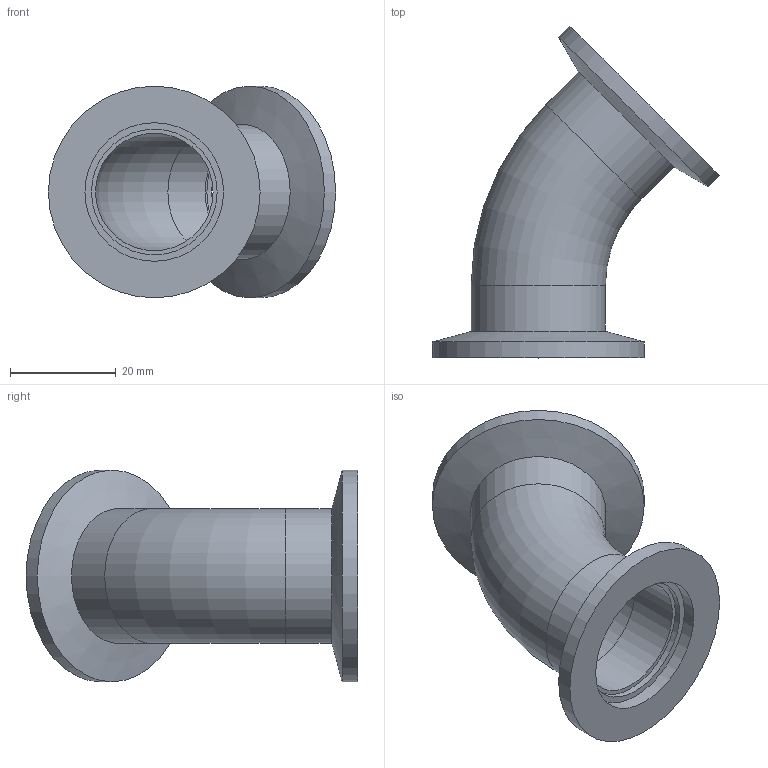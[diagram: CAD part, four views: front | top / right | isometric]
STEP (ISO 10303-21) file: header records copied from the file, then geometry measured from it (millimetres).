
FILE_DESCRIPTION(/* description */ (''),/* implementation_level */ '2;1');
FILE_NAME(/* name */ 'FL-EL45-25KF.stp',/* time_stamp */ '2018-12-04T13:12:40+00:00',/* author */ ('paul'),/* organization */ (''),/* preprocessor_version */ 'ST-DEVELOPER v17.2',/* originating_system */ 'Autodesk Inventor 2019',/* authorisation */ '');
FILE_SCHEMA (('AUTOMOTIVE_DESIGN { 1 0 10303 214 3 1 1 }'));
Length unit declared in the file: millimetre
Products named in the file (3): FL-EL45-25KF; FL-25KF-25W; tube
Assembly tree (3 placements, depth 2):
  FL-EL45-25KF
    FL-25KF-25W  x2
    tube
Bounding box: 54.26 x 62.7 x 40 mm (x, y, z)
Volume: 11565.3 mm3; surface area: 12259.8 mm2
Topology: 3 solids, 3 shells, 24 faces, 56 edges, 40 vertices
Faces by surface type: cylinder 12, plane 8, cone 2, torus 2
Full cylindrical faces by diameter (mm): 22.2 x2, 23.75 x2, 25.4 x2, 25.6 x2, 26.2 x2, 40 x2
Entity records: 582 total; most frequent: DIRECTION 105, CARTESIAN_POINT 81, ORIENTED_EDGE 70, AXIS2_PLACEMENT_3D 48, EDGE_CURVE 35, CIRCLE 26, VERTEX_POINT 24, EDGE_LOOP 21
